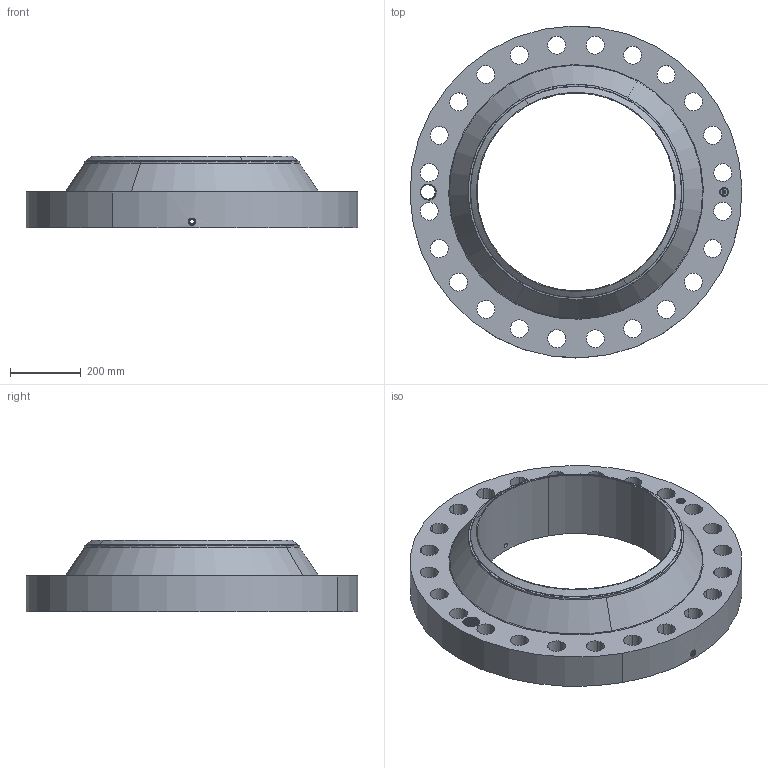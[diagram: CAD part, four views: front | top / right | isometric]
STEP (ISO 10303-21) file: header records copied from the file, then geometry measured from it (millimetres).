
FILE_DESCRIPTION(('3D STEP'),'2;1');
FILE_NAME('24-600-FF-WELD-NECK-60-ORIF-FLANGE.stp','2013-10-27T04:46:22+00:00',('Texas Flange'),(''),'CATIA Version 5 Release 20 SP 6 (IN-10)','CATIA V5 STEP AP214','800-826-3801');
FILE_SCHEMA(('AUTOMOTIVE_DESIGN { 1 0 10303 214 1 1 1 1 }'));
Length unit declared in the file: inch
Products named in the file (1): 24-600-FF-WELD-NECK-60-ORIF-FLANGE
Bounding box: 939.54 x 939.8 x 203.2 mm (x, y, z)
Volume: 48979016.8 mm3; surface area: 2001038.1 mm2
Topology: 1 solids, 1 shells, 904 faces, 2457 edges, 1573 vertices
Faces by surface type: plane 368, bspline 320, cylinder 157, cone 51, torus 4, revolution 4
Entity records: 39737 total; most frequent: CARTESIAN_POINT 18022, ORIENTED_EDGE 4914, EDGE_CURVE 2457, DIRECTION 2231, VERTEX_POINT 1573, VECTOR 1247, LINE 1247, B_SPLINE_CURVE_WITH_KNOTS 1032
